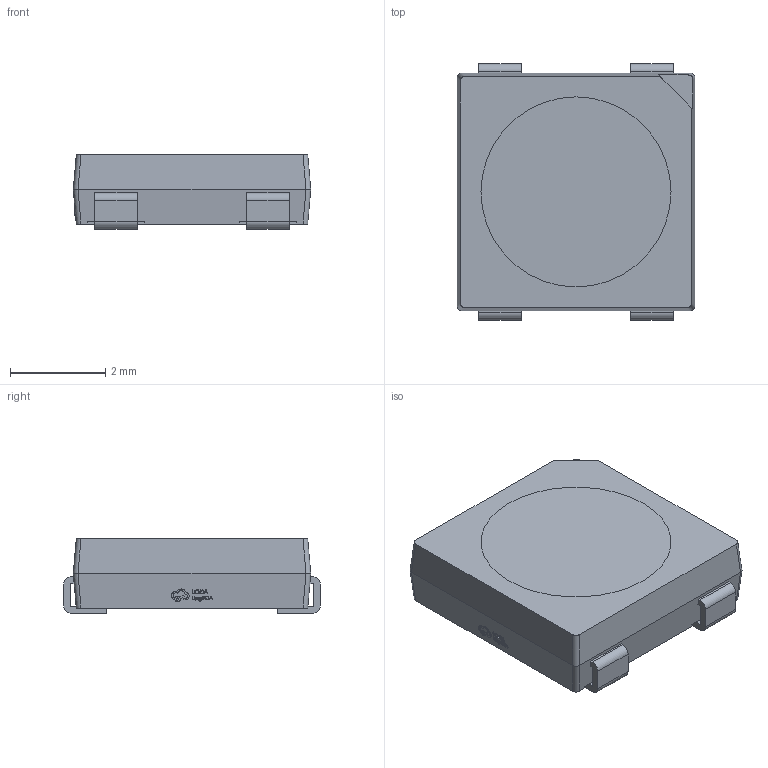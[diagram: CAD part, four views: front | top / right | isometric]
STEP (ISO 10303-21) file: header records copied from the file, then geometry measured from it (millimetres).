
FILE_DESCRIPTION(('FreeCAD Model'),'2;1');
FILE_NAME('Open CASCADE Shape Model','2023-11-20T14:39:10',('Author'),( ''),'Open CASCADE STEP processor 7.6','FreeCAD','Unknown');
FILE_SCHEMA(('AUTOMOTIVE_DESIGN { 1 0 10303 214 1 1 1 1 }'));
Length unit declared in the file: millimetre
Products named in the file (4): LED-SMD_4P-L5.0-W5.0-BL_XL-5050RGBC; COMPOUND002; COMPOUND; COMPOUND001
Assembly tree (3 placements, depth 3):
  LED-SMD_4P-L5.0-W5.0-BL_XL-5050RGBC
    COMPOUND002
      COMPOUND
      COMPOUND001
Bounding box: 5 x 5.4 x 1.57 mm (x, y, z)
Volume: 28.4 mm3; surface area: 126 mm2
Topology: 2 solids, 2 shells, 397 faces, 1078 edges, 716 vertices
Faces by surface type: plane 257, bspline 112, cylinder 24, cone 4
Entity records: 16435 total; most frequent: CARTESIAN_POINT 4359, ORIENTED_EDGE 2156, DIRECTION 1456, EDGE_CURVE 1078, LINE 782, VECTOR 782, VERTEX_POINT 716, FACE_BOUND 428
